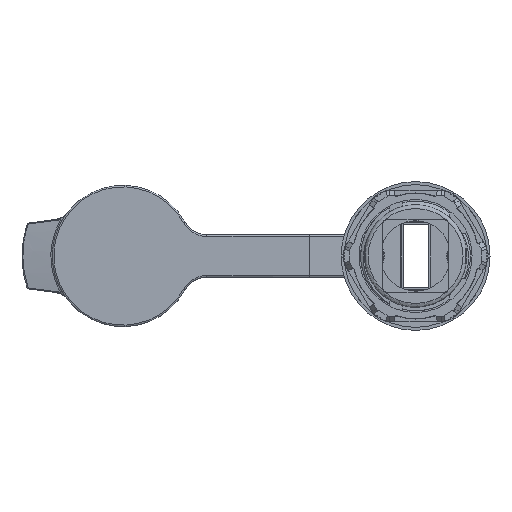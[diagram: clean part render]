
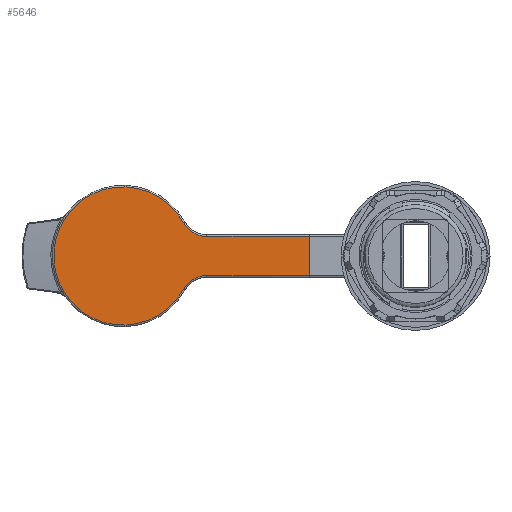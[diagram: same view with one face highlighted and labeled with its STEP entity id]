
A CAD part, front view. The second image highlights one B-rep face of the part: STEP entity #5646.
In plain terms, the highlighted face is planar.
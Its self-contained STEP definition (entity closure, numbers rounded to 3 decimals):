
#3830=CIRCLE('',#23817,5.3);
#3833=CIRCLE('',#23821,13.7);
#3836=CIRCLE('',#23825,5.3);
#4762=PLANE('',#23903);
#5646=ADVANCED_FACE('',(#6830),#4762,.F.);
#6830=FACE_OUTER_BOUND('',#7874,.T.);
#7874=EDGE_LOOP('',(#14346,#14347,#14348,#14349,#14350,#14351));
#9138=LINE('',#42149,#10639);
#9139=LINE('',#42172,#10640);
#9164=LINE('',#43302,#10665);
#10639=VECTOR('',#26953,1.);
#10640=VECTOR('',#26984,1.);
#10665=VECTOR('',#27149,1.);
#14346=ORIENTED_EDGE('',*,*,#20876,.F.);
#14347=ORIENTED_EDGE('',*,*,#20996,.T.);
#14348=ORIENTED_EDGE('',*,*,#20888,.F.);
#14349=ORIENTED_EDGE('',*,*,#20886,.F.);
#14350=ORIENTED_EDGE('',*,*,#20883,.F.);
#14351=ORIENTED_EDGE('',*,*,#20880,.F.);
#18438=VERTEX_POINT('',#42146);
#18439=VERTEX_POINT('',#42150);
#18440=VERTEX_POINT('',#42154);
#18442=VERTEX_POINT('',#42160);
#18444=VERTEX_POINT('',#42166);
#18445=VERTEX_POINT('',#42171);
#20876=EDGE_CURVE('',#18438,#18439,#9138,.T.);
#20880=EDGE_CURVE('',#18439,#18440,#3830,.T.);
#20883=EDGE_CURVE('',#18440,#18442,#3833,.T.);
#20886=EDGE_CURVE('',#18442,#18444,#3836,.T.);
#20888=EDGE_CURVE('',#18444,#18445,#9139,.T.);
#20996=EDGE_CURVE('',#18438,#18445,#9164,.T.);
#23817=AXIS2_PLACEMENT_3D('',#42157,#26962,#26963);
#23821=AXIS2_PLACEMENT_3D('',#42163,#26970,#26971);
#23825=AXIS2_PLACEMENT_3D('',#42168,#26978,#26979);
#23903=AXIS2_PLACEMENT_3D('',#43308,#27160,#27161);
#26953=DIRECTION('',(0.,-1.,0.));
#26962=DIRECTION('',(0.,0.,-1.));
#26963=DIRECTION('',(0.861,-0.508,0.));
#26970=DIRECTION('',(0.,0.,1.));
#26971=DIRECTION('',(0.,-1.,0.));
#26978=DIRECTION('',(0.,0.,-1.));
#26979=DIRECTION('',(-0.861,-0.508,0.));
#26984=DIRECTION('',(0.,1.,0.));
#27149=DIRECTION('',(1.,0.,0.));
#27160=DIRECTION('',(0.,0.,1.));
#27161=DIRECTION('',(-1.,0.,0.));
#42146=CARTESIAN_POINT('',(-3.9,-21.,8.7));
#42149=CARTESIAN_POINT('',(-3.9,-21.,8.7));
#42150=CARTESIAN_POINT('',(-3.9,-41.376,8.7));
#42154=CARTESIAN_POINT('',(-6.634,-46.013,8.7));
#42157=CARTESIAN_POINT('',(-9.2,-41.376,8.7));
#42160=CARTESIAN_POINT('',(6.634,-46.013,8.7));
#42163=CARTESIAN_POINT('',(0.,-58.,8.7));
#42166=CARTESIAN_POINT('',(3.9,-41.376,8.7));
#42168=CARTESIAN_POINT('',(9.2,-41.376,8.7));
#42171=CARTESIAN_POINT('',(3.9,-21.,8.7));
#42172=CARTESIAN_POINT('',(3.9,-41.376,8.7));
#43302=CARTESIAN_POINT('',(-3.9,-21.,8.7));
#43308=CARTESIAN_POINT('',(0.,-40.57,8.7));
